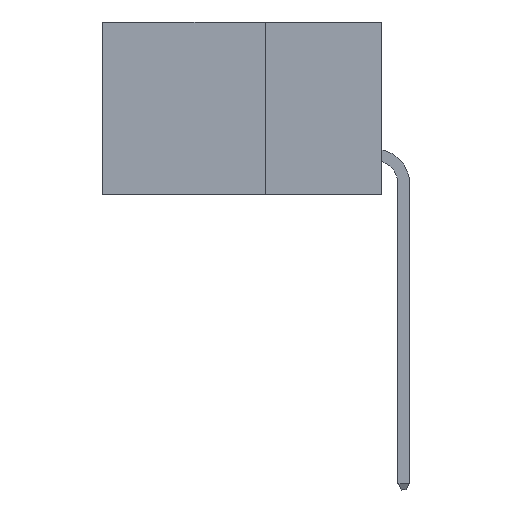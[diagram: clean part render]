
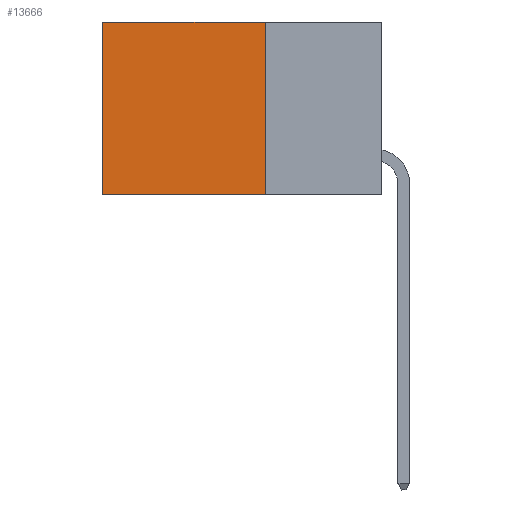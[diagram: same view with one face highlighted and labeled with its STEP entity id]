
A CAD part, left-side view. The second image highlights one B-rep face of the part: STEP entity #13666.
In plain terms, the highlighted planar face has unit normal (-1, 0, 0).
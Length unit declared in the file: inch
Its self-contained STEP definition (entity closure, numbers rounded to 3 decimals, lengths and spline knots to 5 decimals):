
#114 = PLANE ( 'NONE',  #14645 ) ;
#947 = CARTESIAN_POINT ( 'NONE',  ( 0.2875, 0.25, 0. ) ) ;
#1387 = VERTEX_POINT ( 'NONE', #3363 ) ;
#1562 = ORIENTED_EDGE ( 'NONE', *, *, #7522, .T. ) ;
#3256 = LINE ( 'NONE', #7321, #16704 ) ;
#3363 = CARTESIAN_POINT ( 'NONE',  ( 0.2875, 0.6, -0.37 ) ) ;
#3896 = DIRECTION ( 'NONE',  ( 1., 0., 0. ) ) ;
#5041 = EDGE_CURVE ( 'NONE', #13944, #5131, #5986, .T. ) ;
#5131 = VERTEX_POINT ( 'NONE', #13243 ) ;
#5329 = VERTEX_POINT ( 'NONE', #17309 ) ;
#5731 = CARTESIAN_POINT ( 'NONE',  ( 0.2875, 0.25, 0. ) ) ;
#5986 = LINE ( 'NONE', #16542, #10865 ) ;
#6514 = ORIENTED_EDGE ( 'NONE', *, *, #17612, .F. ) ;
#6576 = EDGE_LOOP ( 'NONE', ( #11321, #6514, #18973, #1562 ) ) ;
#7131 = CARTESIAN_POINT ( 'NONE',  ( 0.2875, 0.25, 0. ) ) ;
#7321 = CARTESIAN_POINT ( 'NONE',  ( 0.2875, 0.25, -0.37 ) ) ;
#7522 = EDGE_CURVE ( 'NONE', #13944, #5329, #9910, .T. ) ;
#9910 = LINE ( 'NONE', #7131, #14155 ) ;
#10865 = VECTOR ( 'NONE', #20123, 39.37008 ) ;
#10968 = DIRECTION ( 'NONE',  ( 0., 1., 0. ) ) ;
#11315 = LINE ( 'NONE', #23344, #20294 ) ;
#11321 = ORIENTED_EDGE ( 'NONE', *, *, #14695, .T. ) ;
#13243 = CARTESIAN_POINT ( 'NONE',  ( 0.2875, 0.25, -0.37 ) ) ;
#13666 = ADVANCED_FACE ( 'NONE', ( #22312 ), #114, .F. ) ;
#13944 = VERTEX_POINT ( 'NONE', #947 ) ;
#14155 = VECTOR ( 'NONE', #23326, 39.37008 ) ;
#14475 = DIRECTION ( 'NONE',  ( 0., 0., -1. ) ) ;
#14645 = AXIS2_PLACEMENT_3D ( 'NONE', #5731, #3896, #16693 ) ;
#14695 = EDGE_CURVE ( 'NONE', #5329, #1387, #11315, .T. ) ;
#16542 = CARTESIAN_POINT ( 'NONE',  ( 0.2875, 0.25, 0. ) ) ;
#16693 = DIRECTION ( 'NONE',  ( 0., 0., -1. ) ) ;
#16704 = VECTOR ( 'NONE', #10968, 39.37008 ) ;
#17309 = CARTESIAN_POINT ( 'NONE',  ( 0.2875, 0.6, 0. ) ) ;
#17612 = EDGE_CURVE ( 'NONE', #5131, #1387, #3256, .T. ) ;
#18973 = ORIENTED_EDGE ( 'NONE', *, *, #5041, .F. ) ;
#20123 = DIRECTION ( 'NONE',  ( 0., 0., -1. ) ) ;
#20294 = VECTOR ( 'NONE', #14475, 39.37008 ) ;
#22312 = FACE_OUTER_BOUND ( 'NONE', #6576, .T. ) ;
#23326 = DIRECTION ( 'NONE',  ( 0., 1., 0. ) ) ;
#23344 = CARTESIAN_POINT ( 'NONE',  ( 0.2875, 0.6, 0. ) ) ;
